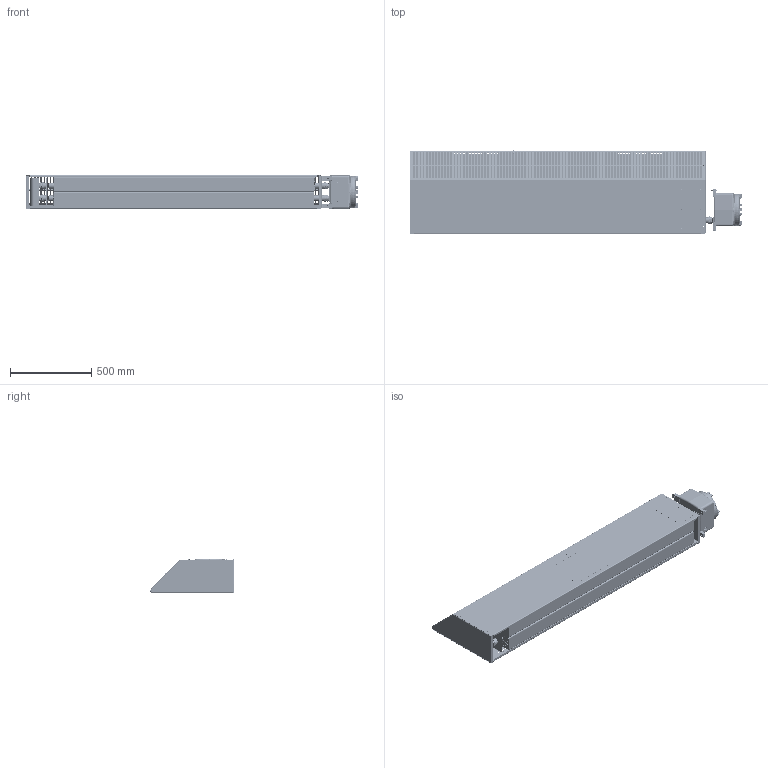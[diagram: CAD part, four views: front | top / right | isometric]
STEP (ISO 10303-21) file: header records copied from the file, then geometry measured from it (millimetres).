
FILE_DESCRIPTION (( 'STEP AP214' ), '1' );
FILE_NAME ('XEC CONTROL BOX 71.8.STEP', '2021-08-31T20:42:57', ( '' ), ( '' ), 'SwSTEP 2.0', 'SolidWorks 2020', '' );
FILE_SCHEMA (( 'AUTOMOTIVE_DESIGN' ));
Length unit declared in the file: inch
Products named in the file (1): XEC CONTROL BOX 71.8
Bounding box: 2048.29 x 519.46 x 215.29 mm (x, y, z)
Volume: 49618192.9 mm3; surface area: 7168847.6 mm2
Topology: 66 solids, 71 shells, 8244 faces, 20626 edges, 12711 vertices
Faces by surface type: cylinder 2508, plane 2275, cone 1510, bspline 1020, torus 850, sphere 81
Entity records: 466482 total; most frequent: CARTESIAN_POINT 173061, ORIENTED_EDGE 41068, DIRECTION 36392, EDGE_CURVE 20534, AXIS2_PLACEMENT_3D 13328, VERTEX_POINT 12700, LINE 9736, VECTOR 9736
